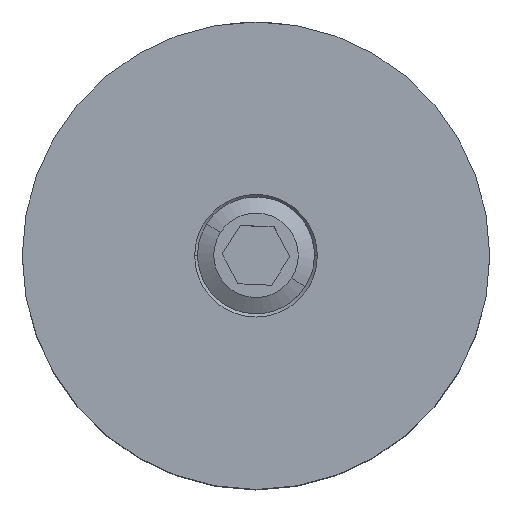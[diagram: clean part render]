
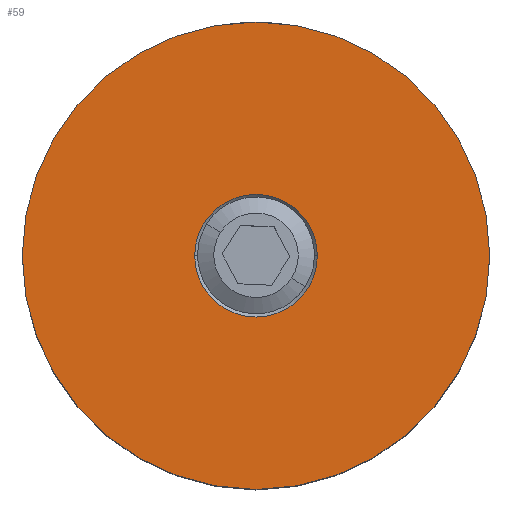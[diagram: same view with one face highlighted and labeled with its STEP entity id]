
A CAD part, top view. The second image highlights one B-rep face of the part: STEP entity #59.
In plain terms, the highlighted planar face has unit normal (0, 0, 1).
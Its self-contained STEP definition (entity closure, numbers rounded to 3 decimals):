
#59 = ADVANCED_FACE ( 'NONE', ( #462, #1236 ), #1453, .T. ) ;
#83 = DIRECTION ( 'NONE',  ( 0., 0., -1. ) ) ;
#96 = CARTESIAN_POINT ( 'NONE',  ( 0., 0., 10. ) ) ;
#133 = CARTESIAN_POINT ( 'NONE',  ( 0., 0., 10. ) ) ;
#247 = CIRCLE ( 'NONE', #1639, 5.25 ) ;
#248 = AXIS2_PLACEMENT_3D ( 'NONE', #96, #83, #860 ) ;
#278 = DIRECTION ( 'NONE',  ( 0., 0., 1. ) ) ;
#326 = ORIENTED_EDGE ( 'NONE', *, *, #529, .T. ) ;
#371 = ORIENTED_EDGE ( 'NONE', *, *, #1831, .T. ) ;
#402 = EDGE_CURVE ( 'NONE', #1585, #810, #247, .T. ) ;
#462 = FACE_BOUND ( 'NONE', #839, .T. ) ;
#478 = CARTESIAN_POINT ( 'NONE',  ( 20., 0., 10. ) ) ;
#529 = EDGE_CURVE ( 'NONE', #2157, #1155, #1967, .T. ) ;
#656 = DIRECTION ( 'NONE',  ( 0., 0., 1. ) ) ;
#677 = CIRCLE ( 'NONE', #2037, 20. ) ;
#688 = ORIENTED_EDGE ( 'NONE', *, *, #402, .T. ) ;
#697 = EDGE_CURVE ( 'NONE', #810, #1585, #1960, .T. ) ;
#810 = VERTEX_POINT ( 'NONE', #1884 ) ;
#839 = EDGE_LOOP ( 'NONE', ( #688, #2386 ) ) ;
#860 = DIRECTION ( 'NONE',  ( 1., 0., 0. ) ) ;
#1155 = VERTEX_POINT ( 'NONE', #478 ) ;
#1227 = CARTESIAN_POINT ( 'NONE',  ( 0., 0., 10. ) ) ;
#1236 = FACE_OUTER_BOUND ( 'NONE', #1746, .T. ) ;
#1264 = DIRECTION ( 'NONE',  ( 1., 0., 0. ) ) ;
#1415 = DIRECTION ( 'NONE',  ( 1., 0., 0. ) ) ;
#1444 = AXIS2_PLACEMENT_3D ( 'NONE', #1825, #2421, #1264 ) ;
#1453 = PLANE ( 'NONE',  #1845 ) ;
#1585 = VERTEX_POINT ( 'NONE', #2222 ) ;
#1623 = DIRECTION ( 'NONE',  ( 1., 0., 0. ) ) ;
#1639 = AXIS2_PLACEMENT_3D ( 'NONE', #133, #2223, #1623 ) ;
#1746 = EDGE_LOOP ( 'NONE', ( #326, #371 ) ) ;
#1806 = CARTESIAN_POINT ( 'NONE',  ( 0., 0., 10. ) ) ;
#1825 = CARTESIAN_POINT ( 'NONE',  ( 0., 0., 10. ) ) ;
#1831 = EDGE_CURVE ( 'NONE', #1155, #2157, #677, .T. ) ;
#1845 = AXIS2_PLACEMENT_3D ( 'NONE', #1227, #278, #2005 ) ;
#1884 = CARTESIAN_POINT ( 'NONE',  ( -5.25, 0., 10. ) ) ;
#1960 = CIRCLE ( 'NONE', #248, 5.25 ) ;
#1967 = CIRCLE ( 'NONE', #1444, 20. ) ;
#2005 = DIRECTION ( 'NONE',  ( 1., 0., 0. ) ) ;
#2037 = AXIS2_PLACEMENT_3D ( 'NONE', #1806, #656, #1415 ) ;
#2157 = VERTEX_POINT ( 'NONE', #2245 ) ;
#2222 = CARTESIAN_POINT ( 'NONE',  ( 5.25, 0., 10. ) ) ;
#2223 = DIRECTION ( 'NONE',  ( 0., 0., -1. ) ) ;
#2245 = CARTESIAN_POINT ( 'NONE',  ( -20., 0., 10. ) ) ;
#2386 = ORIENTED_EDGE ( 'NONE', *, *, #697, .T. ) ;
#2421 = DIRECTION ( 'NONE',  ( 0., 0., 1. ) ) ;
